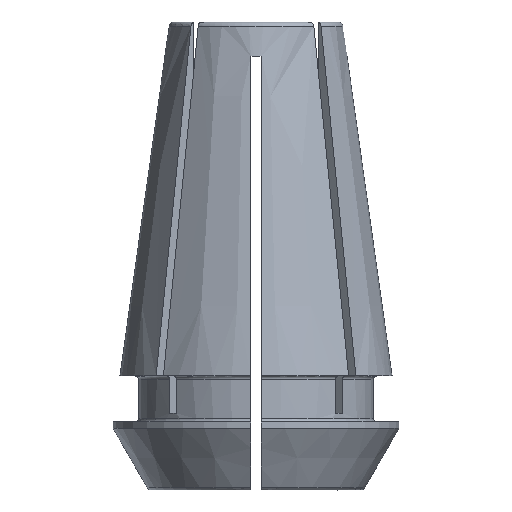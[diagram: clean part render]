
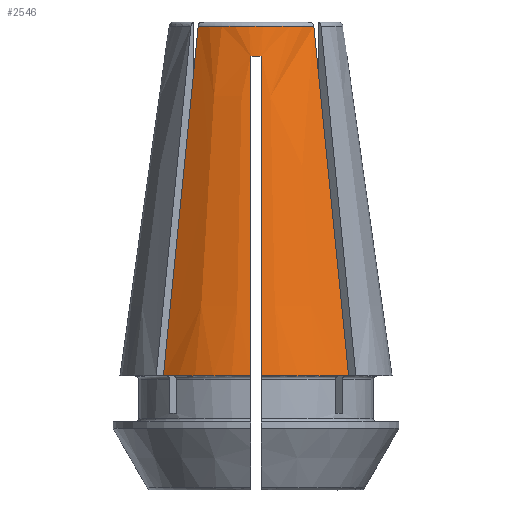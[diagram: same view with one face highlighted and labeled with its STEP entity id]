
A CAD part, left-side view. The second image highlights one B-rep face of the part: STEP entity #2546.
In plain terms, the highlighted conical face has half-angle 8 degrees and reference radius 5.077 mm.
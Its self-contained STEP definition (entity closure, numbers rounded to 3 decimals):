
#22=CONICAL_SURFACE('',#2755,5.077,0.14);
#73=B_SPLINE_CURVE_WITH_KNOTS('',3,(#3960,#3961,#3962,#3963,#3964,#3965,
#3966),.UNSPECIFIED.,.F.,.F.,(4,3,4),(0.,0.014,
0.021),.UNSPECIFIED.);
#96=B_SPLINE_CURVE_WITH_KNOTS('',3,(#4205,#4206,#4207,#4208,#4209,#4210,
#4211,#4212,#4213,#4214),.UNSPECIFIED.,.F.,.F.,(4,3,3,4),(0.008,
0.01,0.019,0.027),
 .UNSPECIFIED.);
#101=B_SPLINE_CURVE_WITH_KNOTS('',3,(#4264,#4265,#4266,#4267,#4268,#4269,
#4270,#4271,#4272,#4273),.UNSPECIFIED.,.F.,.F.,(4,3,3,4),(0.008,
0.01,0.019,0.027),
 .UNSPECIFIED.);
#118=B_SPLINE_CURVE_WITH_KNOTS('',3,(#4444,#4445,#4446,#4447,#4448,#4449,
#4450),.UNSPECIFIED.,.F.,.F.,(4,3,4),(0.,0.009,
0.021),.UNSPECIFIED.);
#196=CIRCLE('',#2702,5.358);
#228=CIRCLE('',#2750,8.);
#232=CIRCLE('',#2756,5.113);
#233=CIRCLE('',#2757,8.);
#617=ORIENTED_EDGE('',*,*,#1389,.F.);
#618=ORIENTED_EDGE('',*,*,#1390,.T.);
#619=ORIENTED_EDGE('',*,*,#1383,.T.);
#620=ORIENTED_EDGE('',*,*,#1335,.F.);
#621=ORIENTED_EDGE('',*,*,#1253,.F.);
#622=ORIENTED_EDGE('',*,*,#1315,.T.);
#623=ORIENTED_EDGE('',*,*,#1391,.T.);
#624=ORIENTED_EDGE('',*,*,#1239,.T.);
#1239=EDGE_CURVE('',#1639,#1638,#73,.T.);
#1253=EDGE_CURVE('',#1651,#1652,#196,.T.);
#1315=EDGE_CURVE('',#1651,#1704,#96,.T.);
#1335=EDGE_CURVE('',#1652,#1722,#101,.T.);
#1383=EDGE_CURVE('',#1760,#1722,#228,.T.);
#1389=EDGE_CURVE('',#1765,#1638,#232,.T.);
#1390=EDGE_CURVE('',#1765,#1760,#118,.T.);
#1391=EDGE_CURVE('',#1704,#1639,#233,.T.);
#1638=VERTEX_POINT('',#3959);
#1639=VERTEX_POINT('',#3967);
#1651=VERTEX_POINT('',#4009);
#1652=VERTEX_POINT('',#4011);
#1704=VERTEX_POINT('',#4204);
#1722=VERTEX_POINT('',#4274);
#1760=VERTEX_POINT('',#4425);
#1765=VERTEX_POINT('',#4443);
#2210=EDGE_LOOP('',(#617,#618,#619,#620,#621,#622,#623,#624));
#2346=FACE_BOUND('',#2210,.T.);
#2546=ADVANCED_FACE('',(#2346),#22,.T.);
#2702=AXIS2_PLACEMENT_3D('',#4010,#3108,#3109);
#2750=AXIS2_PLACEMENT_3D('',#4427,#3263,#3264);
#2755=AXIS2_PLACEMENT_3D('',#4441,#3274,#3275);
#2756=AXIS2_PLACEMENT_3D('',#4442,#3276,#3277);
#2757=AXIS2_PLACEMENT_3D('',#4451,#3278,#3279);
#3108=DIRECTION('',(0.,0.,-1.));
#3109=DIRECTION('',(-1.,0.,0.));
#3263=DIRECTION('',(0.,0.,1.));
#3264=DIRECTION('',(1.,0.,0.));
#3274=DIRECTION('',(0.,0.,-1.));
#3275=DIRECTION('',(-1.,0.,0.));
#3276=DIRECTION('',(0.,0.,1.));
#3277=DIRECTION('',(1.,0.,0.));
#3278=DIRECTION('',(0.,0.,1.));
#3279=DIRECTION('',(1.,0.,0.));
#3959=CARTESIAN_POINT('',(-3.821,-3.397,27.442));
#3960=CARTESIAN_POINT('',(-5.865,-5.441,6.9));
#3961=CARTESIAN_POINT('',(-5.404,-4.98,11.536));
#3962=CARTESIAN_POINT('',(-4.943,-4.519,16.172));
#3963=CARTESIAN_POINT('',(-4.482,-4.057,20.808));
#3964=CARTESIAN_POINT('',(-4.262,-3.837,23.019));
#3965=CARTESIAN_POINT('',(-4.041,-3.617,25.231));
#3966=CARTESIAN_POINT('',(-3.821,-3.397,27.442));
#3967=CARTESIAN_POINT('',(-5.865,-5.441,6.9));
#4009=CARTESIAN_POINT('',(-5.349,-0.3,25.7));
#4010=CARTESIAN_POINT('',(0.,0.,25.7));
#4011=CARTESIAN_POINT('',(-5.349,0.3,25.7));
#4204=CARTESIAN_POINT('',(-7.994,-0.3,6.9));
#4205=CARTESIAN_POINT('',(-5.349,-0.3,25.7));
#4206=CARTESIAN_POINT('',(-5.408,-0.3,25.286));
#4207=CARTESIAN_POINT('',(-5.466,-0.3,24.872));
#4208=CARTESIAN_POINT('',(-5.524,-0.3,24.458));
#4209=CARTESIAN_POINT('',(-5.975,-0.3,21.252));
#4210=CARTESIAN_POINT('',(-6.427,-0.3,18.046));
#4211=CARTESIAN_POINT('',(-6.878,-0.3,14.84));
#4212=CARTESIAN_POINT('',(-7.25,-0.3,12.193));
#4213=CARTESIAN_POINT('',(-7.622,-0.3,9.547));
#4214=CARTESIAN_POINT('',(-7.994,-0.3,6.9));
#4264=CARTESIAN_POINT('',(-5.349,0.3,25.7));
#4265=CARTESIAN_POINT('',(-5.408,0.3,25.286));
#4266=CARTESIAN_POINT('',(-5.466,0.3,24.872));
#4267=CARTESIAN_POINT('',(-5.524,0.3,24.458));
#4268=CARTESIAN_POINT('',(-5.975,0.3,21.252));
#4269=CARTESIAN_POINT('',(-6.427,0.3,18.046));
#4270=CARTESIAN_POINT('',(-6.878,0.3,14.84));
#4271=CARTESIAN_POINT('',(-7.25,0.3,12.193));
#4272=CARTESIAN_POINT('',(-7.622,0.3,9.547));
#4273=CARTESIAN_POINT('',(-7.994,0.3,6.9));
#4274=CARTESIAN_POINT('',(-7.994,0.3,6.9));
#4425=CARTESIAN_POINT('',(-5.865,5.441,6.9));
#4427=CARTESIAN_POINT('',(0.,0.,6.9));
#4441=CARTESIAN_POINT('',(0.,0.,27.7));
#4442=CARTESIAN_POINT('',(0.,0.,27.442));
#4443=CARTESIAN_POINT('',(-3.821,3.397,27.442));
#4444=CARTESIAN_POINT('',(-3.821,3.397,27.442));
#4445=CARTESIAN_POINT('',(-4.116,3.692,24.479));
#4446=CARTESIAN_POINT('',(-4.411,3.987,21.516));
#4447=CARTESIAN_POINT('',(-4.706,4.282,18.553));
#4448=CARTESIAN_POINT('',(-5.092,4.668,14.669));
#4449=CARTESIAN_POINT('',(-5.479,5.054,10.784));
#4450=CARTESIAN_POINT('',(-5.865,5.441,6.9));
#4451=CARTESIAN_POINT('',(0.,0.,6.9));
